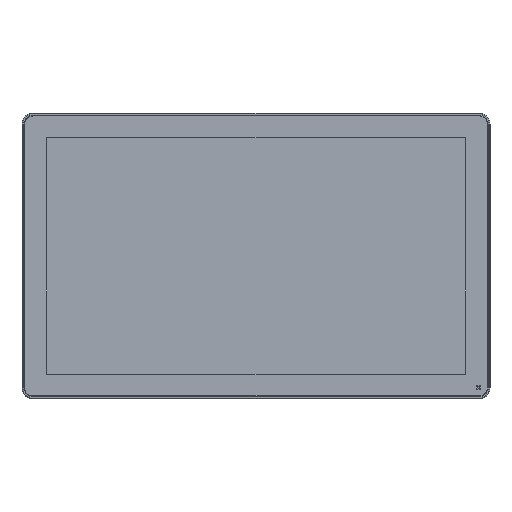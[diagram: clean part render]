
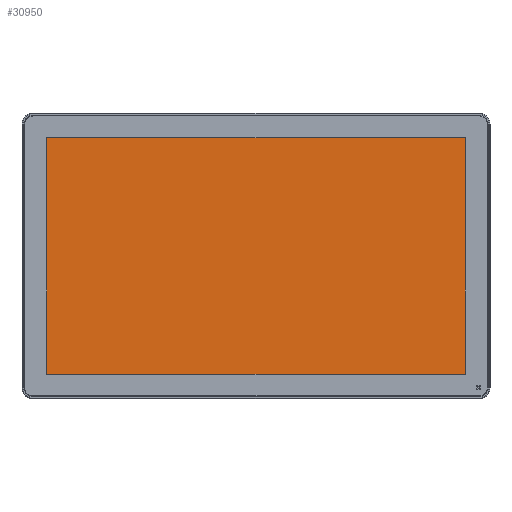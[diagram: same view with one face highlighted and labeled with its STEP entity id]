
A CAD part, top view. The second image highlights one B-rep face of the part: STEP entity #30950.
In plain terms, the highlighted planar face has unit normal (0, 0, 1).
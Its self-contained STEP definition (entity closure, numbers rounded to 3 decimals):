
#2334 = DIRECTION ( 'NONE',  ( -1., 0., 0. ) ) ;
#2505 = CARTESIAN_POINT ( 'NONE',  ( 9409.449, -5305.118, 372.494 ) ) ;
#2719 = LINE ( 'NONE', #27917, #15426 ) ;
#3405 = VECTOR ( 'NONE', #21445, 39370.079 ) ;
#5178 = LINE ( 'NONE', #25192, #21858 ) ;
#5710 = EDGE_CURVE ( 'NONE', #24594, #19371, #31786, .T. ) ;
#6421 = CARTESIAN_POINT ( 'NONE',  ( -9409.449, -5305.118, 372.494 ) ) ;
#7064 = CARTESIAN_POINT ( 'NONE',  ( 9409.449, 5305.118, 372.494 ) ) ;
#9219 = CARTESIAN_POINT ( 'NONE',  ( -9409.449, 5305.118, 372.494 ) ) ;
#9467 = PLANE ( 'NONE',  #20807 ) ;
#10758 = ORIENTED_EDGE ( 'NONE', *, *, #5710, .T. ) ;
#12917 = DIRECTION ( 'NONE',  ( 0., -1., 0. ) ) ;
#14419 = DIRECTION ( 'NONE',  ( 0., 1., 0. ) ) ;
#15426 = VECTOR ( 'NONE', #12917, 39370.079 ) ;
#16735 = EDGE_LOOP ( 'NONE', ( #19983, #29270, #32782, #10758 ) ) ;
#16947 = VERTEX_POINT ( 'NONE', #9219 ) ;
#17662 = CARTESIAN_POINT ( 'NONE',  ( -9409.449, -5305.118, 372.494 ) ) ;
#18911 = EDGE_CURVE ( 'NONE', #19371, #20825, #27248, .T. ) ;
#18965 = EDGE_CURVE ( 'NONE', #16947, #24594, #2719, .T. ) ;
#19371 = VERTEX_POINT ( 'NONE', #2505 ) ;
#19983 = ORIENTED_EDGE ( 'NONE', *, *, #18911, .T. ) ;
#20807 = AXIS2_PLACEMENT_3D ( 'NONE', #29822, #27990, #23287 ) ;
#20825 = VERTEX_POINT ( 'NONE', #23524 ) ;
#21445 = DIRECTION ( 'NONE',  ( 1., 0., 0. ) ) ;
#21858 = VECTOR ( 'NONE', #2334, 39370.079 ) ;
#23287 = DIRECTION ( 'NONE',  ( 1., 0., 0. ) ) ;
#23524 = CARTESIAN_POINT ( 'NONE',  ( 9409.449, 5305.118, 372.494 ) ) ;
#24594 = VERTEX_POINT ( 'NONE', #17662 ) ;
#25192 = CARTESIAN_POINT ( 'NONE',  ( -9409.449, 5305.118, 372.494 ) ) ;
#27248 = LINE ( 'NONE', #7064, #32474 ) ;
#27917 = CARTESIAN_POINT ( 'NONE',  ( -9409.449, 5305.118, 372.494 ) ) ;
#27990 = DIRECTION ( 'NONE',  ( 0., 0., 1. ) ) ;
#29270 = ORIENTED_EDGE ( 'NONE', *, *, #29845, .T. ) ;
#29822 = CARTESIAN_POINT ( 'NONE',  ( 0., 0., 372.494 ) ) ;
#29845 = EDGE_CURVE ( 'NONE', #20825, #16947, #5178, .T. ) ;
#30950 = ADVANCED_FACE ( 'NONE', ( #32330 ), #9467, .T. ) ;
#31786 = LINE ( 'NONE', #6421, #3405 ) ;
#32330 = FACE_OUTER_BOUND ( 'NONE', #16735, .T. ) ;
#32474 = VECTOR ( 'NONE', #14419, 39370.079 ) ;
#32782 = ORIENTED_EDGE ( 'NONE', *, *, #18965, .T. ) ;
